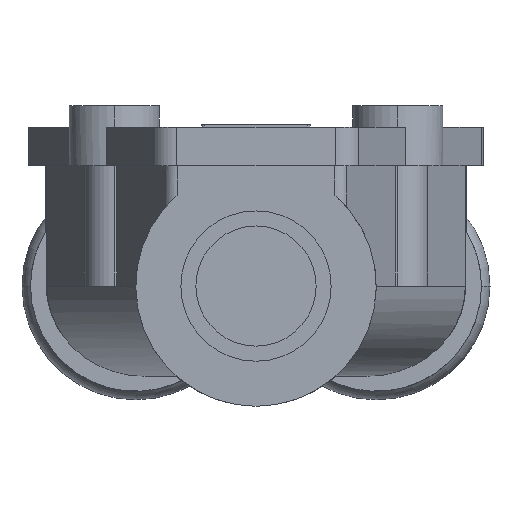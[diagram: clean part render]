
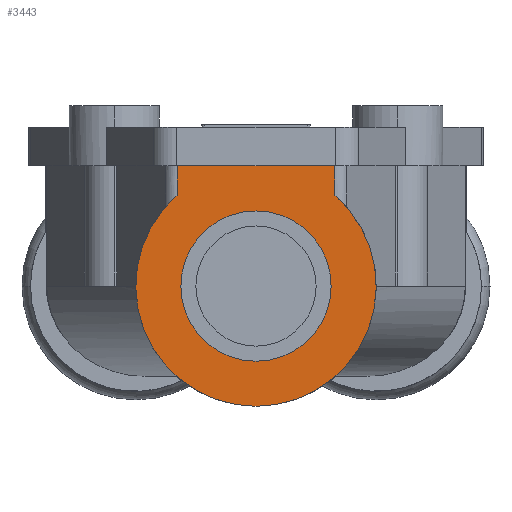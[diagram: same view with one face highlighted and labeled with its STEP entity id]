
A CAD part, front view. The second image highlights one B-rep face of the part: STEP entity #3443.
In plain terms, the highlighted planar face has unit normal (0, -1, 0).
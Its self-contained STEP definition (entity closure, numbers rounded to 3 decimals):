
#508=CARTESIAN_POINT('',(1.75,-34.,-14.5));
#509=DIRECTION('',(0.,-1.,0.));
#510=DIRECTION('',(0.,0.,-1.));
#511=AXIS2_PLACEMENT_3D('',#508,#509,#510);
#513=CARTESIAN_POINT('',(1.75,-34.,-14.5));
#514=DIRECTION('',(0.,-1.,0.));
#515=DIRECTION('',(0.,0.,1.));
#516=AXIS2_PLACEMENT_3D('',#513,#514,#515);
#518=CARTESIAN_POINT('',(1.75,-34.,-14.5));
#519=DIRECTION('',(0.,-1.,0.));
#520=DIRECTION('',(-0.657,0.,0.754));
#521=AXIS2_PLACEMENT_3D('',#518,#519,#520);
#523=CARTESIAN_POINT('',(1.75,-34.,-14.5));
#524=DIRECTION('',(0.,-1.,0.));
#525=DIRECTION('',(0.,0.,-1.));
#526=AXIS2_PLACEMENT_3D('',#523,#524,#525);
#593=DIRECTION('',(1.,0.,0.));
#594=VECTOR('',#593,18.396);
#595=CARTESIAN_POINT('',(-7.448,-34.,0.));
#596=LINE('',#595,#594);
#689=DIRECTION('',(0.,0.,-1.));
#690=VECTOR('',#689,3.945);
#691=CARTESIAN_POINT('',(10.948,-34.,0.));
#692=LINE('',#691,#690);
#773=DIRECTION('',(0.,0.,1.));
#774=VECTOR('',#773,3.945);
#775=CARTESIAN_POINT('',(-7.448,-34.,-3.945));
#776=LINE('',#775,#774);
#2674=CARTESIAN_POINT('',(-7.448,-34.,0.));
#2675=CARTESIAN_POINT('',(10.948,-34.,0.));
#2676=VERTEX_POINT('',#2674);
#2677=VERTEX_POINT('',#2675);
#2702=CARTESIAN_POINT('',(-7.448,-34.,-3.945));
#2703=VERTEX_POINT('',#2702);
#2709=CARTESIAN_POINT('',(10.948,-34.,-3.945));
#2710=VERTEX_POINT('',#2709);
#2711=CARTESIAN_POINT('',(1.75,-34.,-28.5));
#2712=VERTEX_POINT('',#2711);
#2765=CARTESIAN_POINT('',(1.75,-34.,-5.75));
#2766=CARTESIAN_POINT('',(1.75,-34.,-23.25));
#2767=VERTEX_POINT('',#2765);
#2768=VERTEX_POINT('',#2766);
#3422=CARTESIAN_POINT('',(-7.448,-34.,0.));
#3423=DIRECTION('',(0.,-1.,0.));
#3424=DIRECTION('',(-1.,0.,0.));
#3425=AXIS2_PLACEMENT_3D('',#3422,#3423,#3424);
#3426=PLANE('',#3425);
#3427=ORIENTED_EDGE('',*,*,#3401,.F.);
#3429=ORIENTED_EDGE('',*,*,#3428,.T.);
#3431=ORIENTED_EDGE('',*,*,#3430,.T.);
#3433=ORIENTED_EDGE('',*,*,#3432,.T.);
#3434=ORIENTED_EDGE('',*,*,#3413,.F.);
#3435=EDGE_LOOP('',(#3427,#3429,#3431,#3433,#3434));
#3436=FACE_OUTER_BOUND('',#3435,.F.);
#3438=ORIENTED_EDGE('',*,*,#3437,.T.);
#3440=ORIENTED_EDGE('',*,*,#3439,.T.);
#3441=EDGE_LOOP('',(#3438,#3440));
#3442=FACE_BOUND('',#3441,.F.);
#3443=ADVANCED_FACE('',(#3436,#3442),#3426,.T.);
#512=CIRCLE('',#511,8.75);
#517=CIRCLE('',#516,8.75);
#522=CIRCLE('',#521,14.);
#527=CIRCLE('',#526,14.);
#3401=EDGE_CURVE('',#2703,#2712,#522,.T.);
#3413=EDGE_CURVE('',#2712,#2710,#527,.T.);
#3428=EDGE_CURVE('',#2703,#2676,#776,.T.);
#3430=EDGE_CURVE('',#2676,#2677,#596,.T.);
#3432=EDGE_CURVE('',#2677,#2710,#692,.T.);
#3437=EDGE_CURVE('',#2768,#2767,#512,.T.);
#3439=EDGE_CURVE('',#2767,#2768,#517,.T.);
